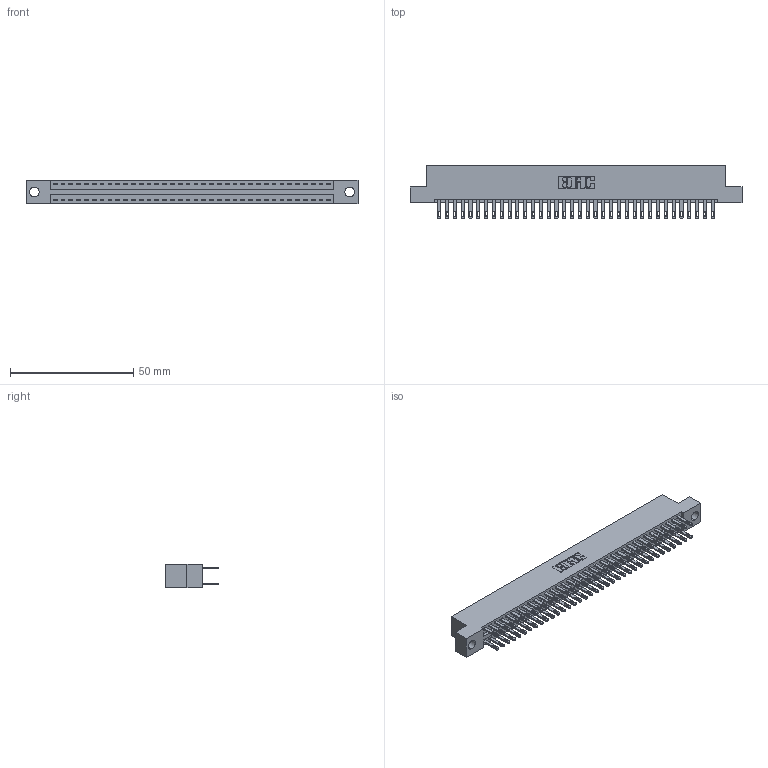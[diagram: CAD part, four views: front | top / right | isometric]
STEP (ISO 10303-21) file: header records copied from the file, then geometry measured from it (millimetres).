
FILE_DESCRIPTION (( 'STEP AP203' ), '1' );
FILE_NAME ('896-072-500-204.STEP', '2021-07-28T01:21:36', ( '' ), ( '' ), 'SwSTEP 2.0', 'SolidWorks 2020', '' );
FILE_SCHEMA (( 'CONFIG_CONTROL_DESIGN' ));
Length unit declared in the file: inch
Products named in the file (3): 345-292-001_345-293-100; 896-072-500-204; 846 Part_Flush Mounting Lugs - 0.156 Dia-TH
Assembly tree (73 placements, depth 2):
  896-072-500-204
    846 Part_Flush Mounting Lugs - 0.156 Dia-TH
    345-292-001_345-293-100  x72
Bounding box: 134.87 x 21.84 x 9.4 mm (x, y, z)
Volume: 13237.5 mm3; surface area: 18668.4 mm2
Topology: 73 solids, 73 shells, 3578 faces, 10913 edges, 7274 vertices
Faces by surface type: plane 2164, cylinder 1414
Entity records: 24235 total; most frequent: CARTESIAN_POINT 4000, ORIENTED_EDGE 3934, DIRECTION 3579, EDGE_CURVE 1967, LINE 1687, VECTOR 1687, VERTEX_POINT 1310, AXIS2_PLACEMENT_3D 946
